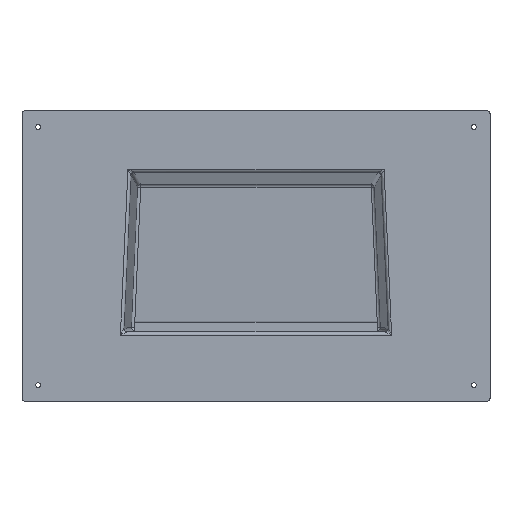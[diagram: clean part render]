
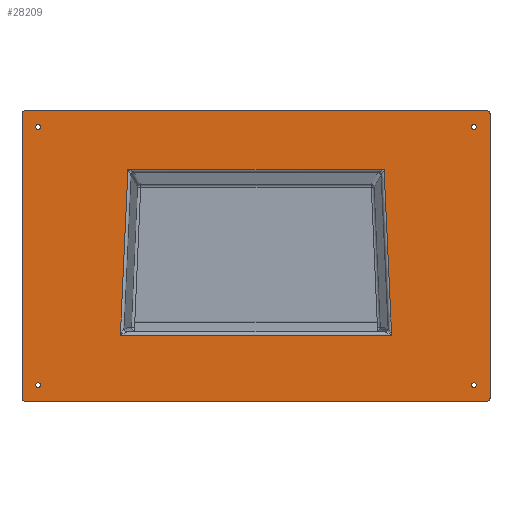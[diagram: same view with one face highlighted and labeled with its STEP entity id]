
A CAD part, top view. The second image highlights one B-rep face of the part: STEP entity #28209.
In plain terms, the highlighted face is planar.
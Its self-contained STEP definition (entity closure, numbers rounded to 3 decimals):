
#347=FACE_BOUND('',#5018,.T.);
#348=FACE_BOUND('',#5019,.T.);
#349=FACE_BOUND('',#5020,.T.);
#350=FACE_BOUND('',#5021,.T.);
#351=FACE_BOUND('',#5022,.T.);
#942=PLANE('',#30766);
#3386=FACE_OUTER_BOUND('',#5017,.T.);
#5017=EDGE_LOOP('',(#25262,#25263,#25264,#25265,#25266,#25267,#25268,#25269));
#5018=EDGE_LOOP('',(#25270));
#5019=EDGE_LOOP('',(#25271));
#5020=EDGE_LOOP('',(#25272));
#5021=EDGE_LOOP('',(#25273));
#5022=EDGE_LOOP('',(#25274,#25275,#25276,#25277));
#7299=LINE('',#62635,#9519);
#7309=LINE('',#62729,#9529);
#7314=LINE('',#62807,#9534);
#7316=LINE('',#62872,#9536);
#7317=LINE('',#62876,#9537);
#7318=LINE('',#62880,#9538);
#7319=LINE('',#62883,#9539);
#7320=LINE('',#62892,#9540);
#9519=VECTOR('',#37572,10.);
#9529=VECTOR('',#37620,2.);
#9534=VECTOR('',#37649,2.);
#9536=VECTOR('',#37671,10.);
#9537=VECTOR('',#37674,10.);
#9538=VECTOR('',#37677,10.);
#9539=VECTOR('',#37680,10.);
#9540=VECTOR('',#37689,10.);
#10675=CIRCLE('',#30767,2.);
#10676=CIRCLE('',#30768,2.);
#10677=CIRCLE('',#30769,2.);
#10678=CIRCLE('',#30770,2.);
#10679=CIRCLE('',#30771,1.5);
#10680=CIRCLE('',#30772,1.5);
#10681=CIRCLE('',#30773,1.5);
#10682=CIRCLE('',#30774,1.5);
#13233=VERTEX_POINT('',#62625);
#13236=VERTEX_POINT('',#62633);
#13241=VERTEX_POINT('',#62677);
#13251=VERTEX_POINT('',#62728);
#13258=VERTEX_POINT('',#62868);
#13259=VERTEX_POINT('',#62869);
#13260=VERTEX_POINT('',#62871);
#13261=VERTEX_POINT('',#62873);
#13262=VERTEX_POINT('',#62875);
#13263=VERTEX_POINT('',#62877);
#13264=VERTEX_POINT('',#62879);
#13265=VERTEX_POINT('',#62881);
#13266=VERTEX_POINT('',#62884);
#13267=VERTEX_POINT('',#62886);
#13268=VERTEX_POINT('',#62888);
#13269=VERTEX_POINT('',#62890);
#17246=EDGE_CURVE('',#13233,#13236,#7299,.T.);
#17268=EDGE_CURVE('',#13241,#13251,#7309,.T.);
#17281=EDGE_CURVE('',#13251,#13236,#7314,.T.);
#17288=EDGE_CURVE('',#13258,#13259,#10675,.T.);
#17289=EDGE_CURVE('',#13258,#13260,#7316,.T.);
#17290=EDGE_CURVE('',#13261,#13260,#10676,.T.);
#17291=EDGE_CURVE('',#13261,#13262,#7317,.T.);
#17292=EDGE_CURVE('',#13263,#13262,#10677,.T.);
#17293=EDGE_CURVE('',#13263,#13264,#7318,.T.);
#17294=EDGE_CURVE('',#13265,#13264,#10678,.T.);
#17295=EDGE_CURVE('',#13265,#13259,#7319,.T.);
#17296=EDGE_CURVE('',#13266,#13266,#10679,.T.);
#17297=EDGE_CURVE('',#13267,#13267,#10680,.T.);
#17298=EDGE_CURVE('',#13268,#13268,#10681,.T.);
#17299=EDGE_CURVE('',#13269,#13269,#10682,.T.);
#17300=EDGE_CURVE('',#13233,#13241,#7320,.T.);
#25262=ORIENTED_EDGE('',*,*,#17288,.F.);
#25263=ORIENTED_EDGE('',*,*,#17289,.T.);
#25264=ORIENTED_EDGE('',*,*,#17290,.F.);
#25265=ORIENTED_EDGE('',*,*,#17291,.T.);
#25266=ORIENTED_EDGE('',*,*,#17292,.F.);
#25267=ORIENTED_EDGE('',*,*,#17293,.T.);
#25268=ORIENTED_EDGE('',*,*,#17294,.F.);
#25269=ORIENTED_EDGE('',*,*,#17295,.T.);
#25270=ORIENTED_EDGE('',*,*,#17296,.T.);
#25271=ORIENTED_EDGE('',*,*,#17297,.T.);
#25272=ORIENTED_EDGE('',*,*,#17298,.T.);
#25273=ORIENTED_EDGE('',*,*,#17299,.T.);
#25274=ORIENTED_EDGE('',*,*,#17246,.T.);
#25275=ORIENTED_EDGE('',*,*,#17281,.F.);
#25276=ORIENTED_EDGE('',*,*,#17268,.F.);
#25277=ORIENTED_EDGE('',*,*,#17300,.F.);
#28209=ADVANCED_FACE('',(#3386,#347,#348,#349,#350,#351),#942,.T.);
#30766=AXIS2_PLACEMENT_3D('',#62867,#37667,#37668);
#30767=AXIS2_PLACEMENT_3D('',#62870,#37669,#37670);
#30768=AXIS2_PLACEMENT_3D('',#62874,#37672,#37673);
#30769=AXIS2_PLACEMENT_3D('',#62878,#37675,#37676);
#30770=AXIS2_PLACEMENT_3D('',#62882,#37678,#37679);
#30771=AXIS2_PLACEMENT_3D('',#62885,#37681,#37682);
#30772=AXIS2_PLACEMENT_3D('',#62887,#37683,#37684);
#30773=AXIS2_PLACEMENT_3D('',#62889,#37685,#37686);
#30774=AXIS2_PLACEMENT_3D('',#62891,#37687,#37688);
#37572=DIRECTION('',(-1.,0.,0.));
#37620=DIRECTION('',(-1.,0.,0.));
#37649=DIRECTION('',(-0.046,-0.999,0.));
#37667=DIRECTION('center_axis',(0.,0.,1.));
#37668=DIRECTION('ref_axis',(1.,0.,0.));
#37669=DIRECTION('center_axis',(0.,0.,-1.));
#37670=DIRECTION('ref_axis',(-0.707,0.707,0.));
#37671=DIRECTION('',(0.,-1.,0.));
#37672=DIRECTION('center_axis',(0.,0.,-1.));
#37673=DIRECTION('ref_axis',(-0.707,-0.707,0.));
#37674=DIRECTION('',(1.,0.,0.));
#37675=DIRECTION('center_axis',(0.,0.,-1.));
#37676=DIRECTION('ref_axis',(0.707,-0.707,0.));
#37677=DIRECTION('',(0.,1.,0.));
#37678=DIRECTION('center_axis',(0.,0.,-1.));
#37679=DIRECTION('ref_axis',(0.707,0.707,0.));
#37680=DIRECTION('',(-1.,0.,0.));
#37681=DIRECTION('center_axis',(0.,0.,-1.));
#37682=DIRECTION('ref_axis',(1.,0.,0.));
#37683=DIRECTION('center_axis',(0.,0.,-1.));
#37684=DIRECTION('ref_axis',(1.,0.,0.));
#37685=DIRECTION('center_axis',(0.,0.,-1.));
#37686=DIRECTION('ref_axis',(1.,0.,0.));
#37687=DIRECTION('center_axis',(0.,0.,-1.));
#37688=DIRECTION('ref_axis',(1.,0.,0.));
#37689=DIRECTION('',(-0.046,0.999,0.));
#62625=CARTESIAN_POINT('',(84.051,-49.,109.3));
#62633=CARTESIAN_POINT('',(-84.051,-49.,109.3));
#62635=CARTESIAN_POINT('',(0.,-49.,109.3));
#62677=CARTESIAN_POINT('',(79.361,53.849,109.3));
#62728=CARTESIAN_POINT('',(-79.361,53.849,109.3));
#62729=CARTESIAN_POINT('',(0.,53.849,109.3));
#62807=CARTESIAN_POINT('',(-81.646,3.723,109.3));
#62867=CARTESIAN_POINT('Origin',(0.,0.,
109.3));
#62868=CARTESIAN_POINT('',(-145.,88.,109.3));
#62869=CARTESIAN_POINT('',(-143.,90.,109.3));
#62870=CARTESIAN_POINT('Origin',(-143.,88.,109.3));
#62871=CARTESIAN_POINT('',(-145.,-88.,109.3));
#62872=CARTESIAN_POINT('',(-145.,90.,109.3));
#62873=CARTESIAN_POINT('',(-143.,-90.,109.3));
#62874=CARTESIAN_POINT('Origin',(-143.,-88.,109.3));
#62875=CARTESIAN_POINT('',(143.,-90.,109.3));
#62876=CARTESIAN_POINT('',(-145.,-90.,109.3));
#62877=CARTESIAN_POINT('',(145.,-88.,109.3));
#62878=CARTESIAN_POINT('Origin',(143.,-88.,109.3));
#62879=CARTESIAN_POINT('',(145.,88.,109.3));
#62880=CARTESIAN_POINT('',(145.,-90.,109.3));
#62881=CARTESIAN_POINT('',(143.,90.,109.3));
#62882=CARTESIAN_POINT('Origin',(143.,88.,109.3));
#62883=CARTESIAN_POINT('',(145.,90.,109.3));
#62884=CARTESIAN_POINT('',(-136.5,80.,109.3));
#62885=CARTESIAN_POINT('Origin',(-135.,80.,109.3));
#62886=CARTESIAN_POINT('',(133.5,80.,109.3));
#62887=CARTESIAN_POINT('Origin',(135.,80.,109.3));
#62888=CARTESIAN_POINT('',(-136.5,-80.,109.3));
#62889=CARTESIAN_POINT('Origin',(-135.,-80.,109.3));
#62890=CARTESIAN_POINT('',(133.5,-80.,109.3));
#62891=CARTESIAN_POINT('Origin',(135.,-80.,109.3));
#62892=CARTESIAN_POINT('',(81.818,-0.04,109.3));
